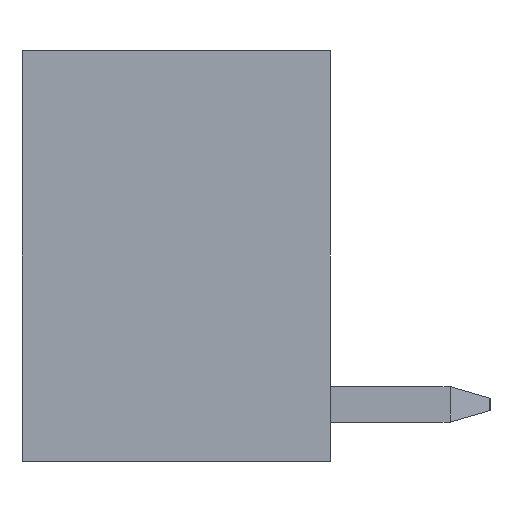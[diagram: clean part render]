
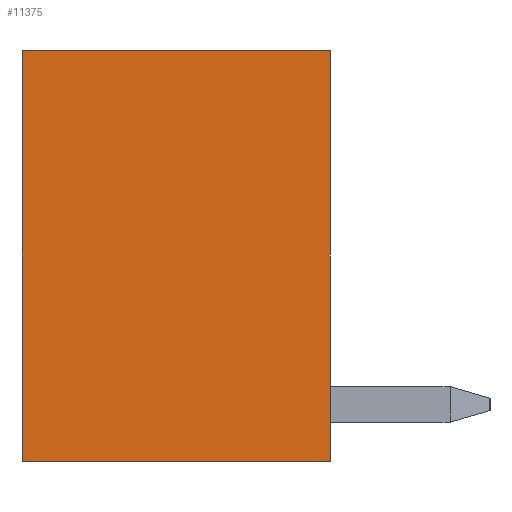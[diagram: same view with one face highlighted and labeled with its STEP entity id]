
A CAD part, left-side view. The second image highlights one B-rep face of the part: STEP entity #11375.
In plain terms, the highlighted planar face has unit normal (-1, 0, 0).
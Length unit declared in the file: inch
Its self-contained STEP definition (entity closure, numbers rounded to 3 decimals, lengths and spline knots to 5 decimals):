
#1=DIRECTION('',(0.,-1.,0.));
#2=VECTOR('',#1,0.27);
#3=CARTESIAN_POINT('',(-1.4055,0.27,0.18));
#4=LINE('',#3,#2);
#1157=DIRECTION('',(0.,0.,-1.));
#1158=VECTOR('',#1157,0.36);
#1159=CARTESIAN_POINT('',(-1.4055,0.27,0.18));
#1160=LINE('',#1159,#1158);
#1161=DIRECTION('',(0.,0.,-1.));
#1162=VECTOR('',#1161,0.36);
#1163=CARTESIAN_POINT('',(-1.4055,0.,0.18));
#1164=LINE('',#1163,#1162);
#1493=DIRECTION('',(0.,-1.,0.));
#1494=VECTOR('',#1493,0.27);
#1495=CARTESIAN_POINT('',(-1.4055,0.27,-0.18));
#1496=LINE('',#1495,#1494);
#8169=CARTESIAN_POINT('',(-1.4055,0.27,0.18));
#8170=CARTESIAN_POINT('',(-1.4055,0.,0.18));
#8171=VERTEX_POINT('',#8169);
#8172=VERTEX_POINT('',#8170);
#8177=CARTESIAN_POINT('',(-1.4055,0.27,-0.18));
#8178=CARTESIAN_POINT('',(-1.4055,0.,-0.18));
#8179=VERTEX_POINT('',#8177);
#8180=VERTEX_POINT('',#8178);
#11361=CARTESIAN_POINT('',(-1.4055,0.27,0.18));
#11362=DIRECTION('',(-1.,0.,0.));
#11363=DIRECTION('',(0.,-1.,0.));
#11364=AXIS2_PLACEMENT_3D('',#11361,#11362,#11363);
#11365=PLANE('',#11364);
#11366=ORIENTED_EDGE('',*,*,#10750,.T.);
#11368=ORIENTED_EDGE('',*,*,#11367,.T.);
#11370=ORIENTED_EDGE('',*,*,#11369,.F.);
#11372=ORIENTED_EDGE('',*,*,#11371,.F.);
#11373=EDGE_LOOP('',(#11366,#11368,#11370,#11372));
#11374=FACE_OUTER_BOUND('',#11373,.F.);
#11375=ADVANCED_FACE('',(#11374),#11365,.T.);
#10750=EDGE_CURVE('',#8171,#8172,#4,.T.);
#11367=EDGE_CURVE('',#8172,#8180,#1164,.T.);
#11369=EDGE_CURVE('',#8179,#8180,#1496,.T.);
#11371=EDGE_CURVE('',#8171,#8179,#1160,.T.);
